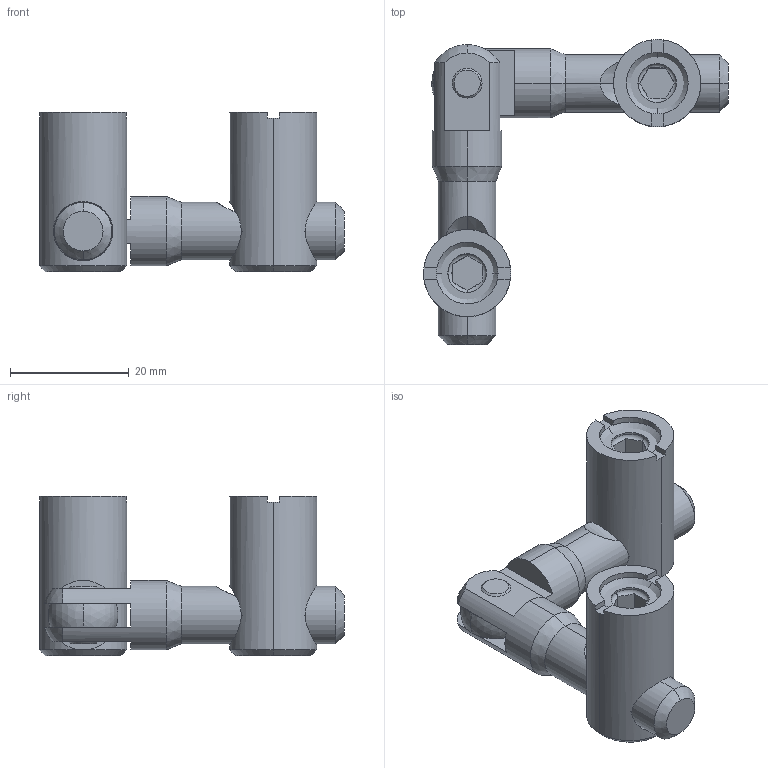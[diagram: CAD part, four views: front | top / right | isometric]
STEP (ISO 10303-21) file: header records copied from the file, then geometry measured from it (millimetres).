
FILE_DESCRIPTION (( 'STEP AP214' ), '1' );
FILE_NAME ('SNSD.30.50.08 Óãëîâîé ñîåäèíèòåëü 85-180 ãðàäóñîâ(B08), ïàç 10.STEP', '2014-11-14T11:03:21', ( 'XTreme.ws' ), ( 'XTreme.ws' ), 'SwSTEP 2.0', 'SolidWorks 2014', '' );
FILE_SCHEMA (( 'AUTOMOTIVE_DESIGN' ));
Length unit declared in the file: millimetre
Products named in the file (5): SNSD.30.50.28 眈錼鐻00; SNSD.30.50.29 眈錼鐻00; SNSD.30.50.30 栺魛鳧_00; SNSD.30.50.08  Óãëîâîé ñîåäèíèòåëü 85-180 ãðàäóñîâ(B08), ïàç 10; SNSD.30.50.31 鎔艜_00
Assembly tree (6 placements, depth 2):
  SNSD.30.50.08  Óãëîâîé ñîåäèíèòåëü 85-180 ãðàäóñîâ(B08), ïàç 10
    SNSD.30.50.28 眈錼鐻00
    SNSD.30.50.29 眈錼鐻00
    SNSD.30.50.30 栺魛鳧_00  x2
    SNSD.30.50.31 鎔艜_00  x2
Bounding box: 51.35 x 51.35 x 26.8 mm (x, y, z)
Volume: 13348.9 mm3; surface area: 9311.4 mm2
Topology: 6 solids, 6 shells, 139 faces, 336 edges, 209 vertices
Faces by surface type: plane 65, cylinder 36, cone 28, sphere 6, torus 4
Entity records: 3440 total; most frequent: CARTESIAN_POINT 927, DIRECTION 518, ORIENTED_EDGE 452, EDGE_CURVE 226, AXIS2_PLACEMENT_3D 210, VERTEX_POINT 141, CIRCLE 106, EDGE_LOOP 105
